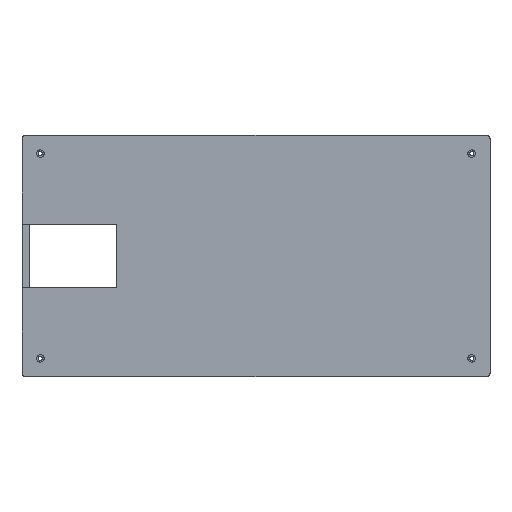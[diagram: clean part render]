
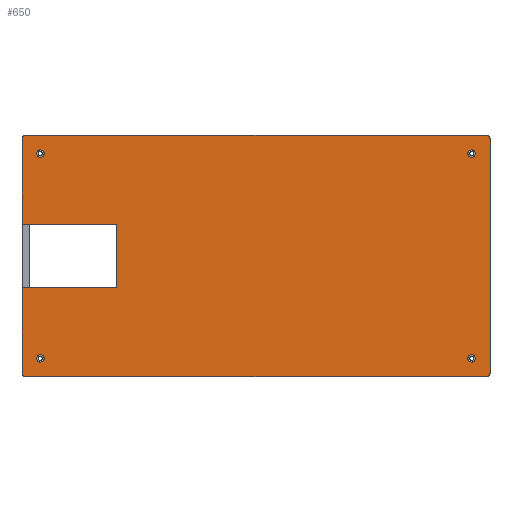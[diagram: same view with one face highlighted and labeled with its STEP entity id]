
A CAD part, top view. The second image highlights one B-rep face of the part: STEP entity #650.
In plain terms, the highlighted planar face has unit normal (0, 0, 1).
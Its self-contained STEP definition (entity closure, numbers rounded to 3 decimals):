
#40=FACE_BOUND('',#143,.T.);
#41=FACE_BOUND('',#144,.T.);
#42=FACE_BOUND('',#145,.T.);
#43=FACE_BOUND('',#146,.T.);
#64=CIRCLE('',#716,2.5);
#65=CIRCLE('',#718,2.5);
#66=CIRCLE('',#722,2.5);
#67=CIRCLE('',#723,2.5);
#68=CIRCLE('',#724,2.65);
#69=CIRCLE('',#725,2.65);
#70=CIRCLE('',#726,2.65);
#71=CIRCLE('',#727,2.65);
#98=FACE_OUTER_BOUND('',#142,.T.);
#142=EDGE_LOOP('',(#521,#522,#523,#524,#525,#526,#527,#528,#529,#530,#531,
#532));
#143=EDGE_LOOP('',(#533));
#144=EDGE_LOOP('',(#534));
#145=EDGE_LOOP('',(#535));
#146=EDGE_LOOP('',(#536));
#173=LINE('',#966,#231);
#176=LINE('',#972,#234);
#186=LINE('',#990,#244);
#187=LINE('',#993,#245);
#191=LINE('',#1000,#249);
#207=LINE('',#1067,#265);
#212=LINE('',#1081,#270);
#213=LINE('',#1084,#271);
#231=VECTOR('',#762,10.);
#234=VECTOR('',#767,10.);
#244=VECTOR('',#781,10.);
#245=VECTOR('',#784,10.);
#249=VECTOR('',#788,10.);
#265=VECTOR('',#864,10.);
#270=VECTOR('',#875,10.);
#271=VECTOR('',#878,10.);
#289=VERTEX_POINT('',#963);
#290=VERTEX_POINT('',#965);
#292=VERTEX_POINT('',#971);
#298=VERTEX_POINT('',#988);
#299=VERTEX_POINT('',#992);
#302=VERTEX_POINT('',#998);
#321=VERTEX_POINT('',#1057);
#322=VERTEX_POINT('',#1061);
#323=VERTEX_POINT('',#1065);
#328=VERTEX_POINT('',#1078);
#329=VERTEX_POINT('',#1080);
#330=VERTEX_POINT('',#1082);
#331=VERTEX_POINT('',#1085);
#332=VERTEX_POINT('',#1087);
#333=VERTEX_POINT('',#1089);
#334=VERTEX_POINT('',#1091);
#345=EDGE_CURVE('',#290,#289,#173,.T.);
#348=EDGE_CURVE('',#292,#290,#176,.T.);
#358=EDGE_CURVE('',#289,#298,#186,.T.);
#359=EDGE_CURVE('',#292,#299,#187,.T.);
#363=EDGE_CURVE('',#302,#298,#191,.T.);
#392=EDGE_CURVE('',#299,#321,#64,.T.);
#395=EDGE_CURVE('',#322,#302,#65,.T.);
#397=EDGE_CURVE('',#323,#322,#207,.T.);
#402=EDGE_CURVE('',#328,#323,#66,.T.);
#403=EDGE_CURVE('',#329,#328,#212,.T.);
#404=EDGE_CURVE('',#330,#329,#67,.T.);
#405=EDGE_CURVE('',#321,#330,#213,.T.);
#406=EDGE_CURVE('',#331,#331,#68,.T.);
#407=EDGE_CURVE('',#332,#332,#69,.T.);
#408=EDGE_CURVE('',#333,#333,#70,.T.);
#409=EDGE_CURVE('',#334,#334,#71,.T.);
#521=ORIENTED_EDGE('',*,*,#358,.T.);
#522=ORIENTED_EDGE('',*,*,#363,.F.);
#523=ORIENTED_EDGE('',*,*,#395,.F.);
#524=ORIENTED_EDGE('',*,*,#397,.F.);
#525=ORIENTED_EDGE('',*,*,#402,.F.);
#526=ORIENTED_EDGE('',*,*,#403,.F.);
#527=ORIENTED_EDGE('',*,*,#404,.F.);
#528=ORIENTED_EDGE('',*,*,#405,.F.);
#529=ORIENTED_EDGE('',*,*,#392,.F.);
#530=ORIENTED_EDGE('',*,*,#359,.F.);
#531=ORIENTED_EDGE('',*,*,#348,.T.);
#532=ORIENTED_EDGE('',*,*,#345,.T.);
#533=ORIENTED_EDGE('',*,*,#406,.T.);
#534=ORIENTED_EDGE('',*,*,#407,.T.);
#535=ORIENTED_EDGE('',*,*,#408,.T.);
#536=ORIENTED_EDGE('',*,*,#409,.T.);
#621=PLANE('',#721);
#650=ADVANCED_FACE('',(#98,#40,#41,#42,#43),#621,.T.);
#716=AXIS2_PLACEMENT_3D('',#1058,#853,#854);
#718=AXIS2_PLACEMENT_3D('',#1063,#859,#860);
#721=AXIS2_PLACEMENT_3D('',#1077,#871,#872);
#722=AXIS2_PLACEMENT_3D('',#1079,#873,#874);
#723=AXIS2_PLACEMENT_3D('',#1083,#876,#877);
#724=AXIS2_PLACEMENT_3D('',#1086,#879,#880);
#725=AXIS2_PLACEMENT_3D('',#1088,#881,#882);
#726=AXIS2_PLACEMENT_3D('',#1090,#883,#884);
#727=AXIS2_PLACEMENT_3D('',#1092,#885,#886);
#762=DIRECTION('',(0.,-1.,0.));
#767=DIRECTION('',(1.,0.,0.));
#781=DIRECTION('',(-1.,0.,0.));
#784=DIRECTION('',(0.,1.,0.));
#788=DIRECTION('',(0.,1.,0.));
#853=DIRECTION('center_axis',(0.,0.,-1.));
#854=DIRECTION('ref_axis',(-0.707,0.707,0.));
#859=DIRECTION('center_axis',(0.,0.,-1.));
#860=DIRECTION('ref_axis',(-0.707,-0.707,0.));
#864=DIRECTION('',(-1.,0.,0.));
#871=DIRECTION('center_axis',(0.,0.,1.));
#872=DIRECTION('ref_axis',(1.,0.,0.));
#873=DIRECTION('center_axis',(0.,0.,-1.));
#874=DIRECTION('ref_axis',(0.707,-0.707,0.));
#875=DIRECTION('',(0.,-1.,0.));
#876=DIRECTION('center_axis',(0.,0.,-1.));
#877=DIRECTION('ref_axis',(0.707,0.707,0.));
#878=DIRECTION('',(1.,0.,0.));
#879=DIRECTION('center_axis',(0.,0.,-1.));
#880=DIRECTION('ref_axis',(1.,0.,0.));
#881=DIRECTION('center_axis',(0.,0.,-1.));
#882=DIRECTION('ref_axis',(1.,0.,0.));
#883=DIRECTION('center_axis',(0.,0.,-1.));
#884=DIRECTION('ref_axis',(1.,0.,0.));
#885=DIRECTION('center_axis',(0.,0.,-1.));
#886=DIRECTION('ref_axis',(1.,0.,0.));
#963=CARTESIAN_POINT('',(-198.531,-76.741,0.));
#965=CARTESIAN_POINT('',(-198.531,-31.741,0.));
#966=CARTESIAN_POINT('',(-198.531,-54.241,0.));
#971=CARTESIAN_POINT('',(-265.531,-31.741,0.));
#972=CARTESIAN_POINT('',(-182.906,-31.741,0.));
#988=CARTESIAN_POINT('',(-265.531,-76.741,0.));
#990=CARTESIAN_POINT('',(-182.906,-76.741,0.));
#992=CARTESIAN_POINT('',(-265.531,28.509,0.));
#993=CARTESIAN_POINT('',(-265.531,-139.491,0.));
#998=CARTESIAN_POINT('',(-265.531,-136.991,0.));
#1000=CARTESIAN_POINT('',(-265.531,-139.491,0.));
#1057=CARTESIAN_POINT('',(-263.031,31.009,0.));
#1058=CARTESIAN_POINT('Origin',(-263.031,28.509,0.));
#1061=CARTESIAN_POINT('',(-263.031,-139.491,0.));
#1063=CARTESIAN_POINT('Origin',(-263.031,-136.991,0.));
#1065=CARTESIAN_POINT('',(62.469,-139.491,0.));
#1067=CARTESIAN_POINT('',(64.969,-139.491,0.));
#1077=CARTESIAN_POINT('Origin',(-100.281,-54.241,0.));
#1078=CARTESIAN_POINT('',(64.969,-136.991,0.));
#1079=CARTESIAN_POINT('Origin',(62.469,-136.991,0.));
#1080=CARTESIAN_POINT('',(64.969,28.509,0.));
#1081=CARTESIAN_POINT('',(64.969,31.009,0.));
#1082=CARTESIAN_POINT('',(62.469,31.009,0.));
#1083=CARTESIAN_POINT('Origin',(62.469,28.509,0.));
#1084=CARTESIAN_POINT('',(-265.531,31.009,0.));
#1085=CARTESIAN_POINT('',(49.374,18.064,0.));
#1086=CARTESIAN_POINT('Origin',(52.024,18.064,0.));
#1087=CARTESIAN_POINT('',(-255.236,-126.546,0.));
#1088=CARTESIAN_POINT('Origin',(-252.586,-126.546,0.));
#1089=CARTESIAN_POINT('',(-255.236,18.064,0.));
#1090=CARTESIAN_POINT('Origin',(-252.586,18.064,0.));
#1091=CARTESIAN_POINT('',(49.374,-126.546,0.));
#1092=CARTESIAN_POINT('Origin',(52.024,-126.546,0.));
